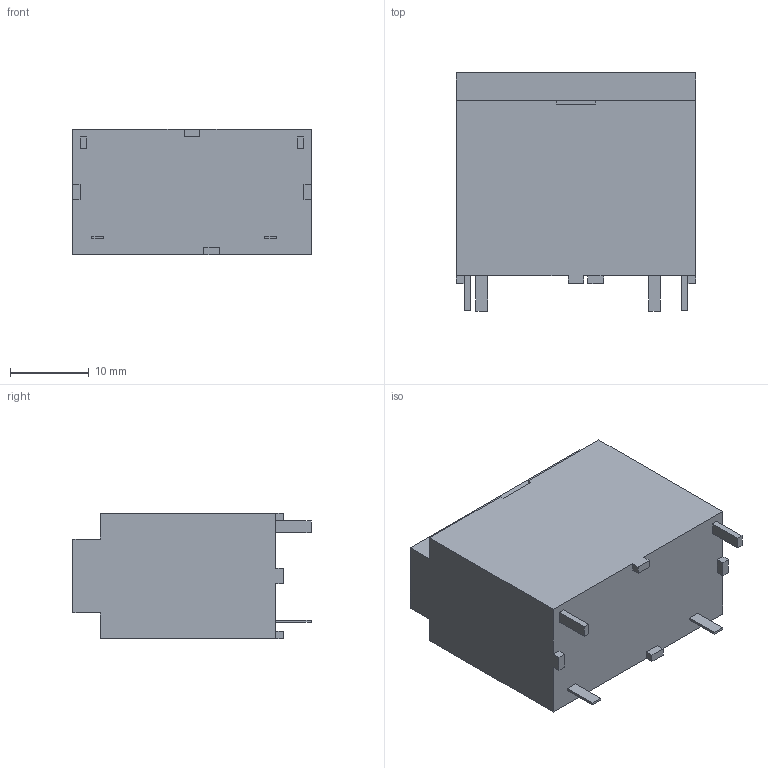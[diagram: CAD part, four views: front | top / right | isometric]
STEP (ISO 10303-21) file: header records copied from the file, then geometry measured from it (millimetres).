
FILE_DESCRIPTION (( 'STEP AP203' ), '1' );
FILE_NAME ('G4A_1A_PE.step', '2014-06-25T06:26:43', ( 'OSMC1.0 ' ), ( ' ' ), 'SwSTEP 2.0', 'SolidWorks 2002025', '' );
FILE_SCHEMA (( 'CONFIG_CONTROL_DESIGN' ));
Length unit declared in the file: millimetre
Products named in the file (1): G4A_1A_PE
Bounding box: 30.5 x 30.3 x 16 mm (x, y, z)
Volume: 11877.7 mm3; surface area: 3458.5 mm2
Topology: 1 solids, 1 shells, 71 faces, 180 edges, 120 vertices
Faces by surface type: plane 67, cylinder 4
Entity records: 2179 total; most frequent: CARTESIAN_POINT 372, ORIENTED_EDGE 360, DIRECTION 332, EDGE_CURVE 180, LINE 172, VECTOR 172, VERTEX_POINT 120, AXIS2_PLACEMENT_3D 80
